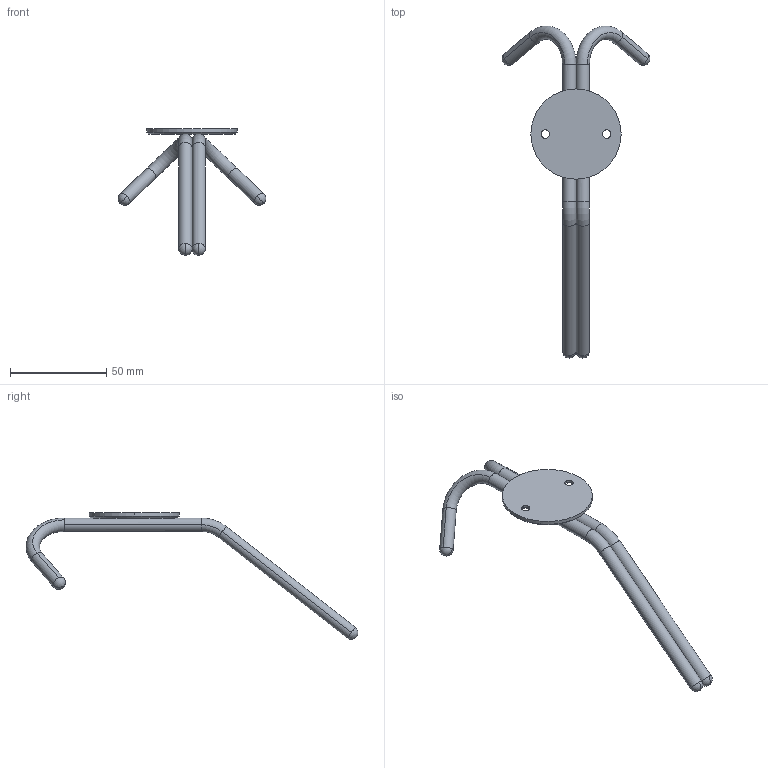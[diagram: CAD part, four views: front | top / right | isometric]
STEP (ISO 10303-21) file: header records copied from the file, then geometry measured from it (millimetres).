
FILE_DESCRIPTION(('Creo Elements/Direct Modeling STEP Export'),'2;1');
FILE_NAME('2258.stp','2022-05-31T12:54:28',(''),(''),'Creo Elements/Direct Modeling STEP processor for AP214 (Solid Model)','Creo Elements/Direct Modeling 20.0 12-Nov-2016 (C) Parametric Technology GmbH','');
FILE_SCHEMA(('AUTOMOTIVE_DESIGN { 1 0 10303 214 1 1 1 1 }'));
Length unit declared in the file: millimetre
Products named in the file (4): Montageplatte; Haken.1; Haken; NI-9606
Assembly tree (3 placements, depth 2):
  NI-9606
    Haken
    Haken.1
    Montageplatte
Bounding box: 76.95 x 172.8 x 66 mm (x, y, z)
Volume: 22304.6 mm3; surface area: 13986.4 mm2
Topology: 3 solids, 3 shells, 46 faces, 109 edges, 69 vertices
Faces by surface type: cylinder 18, torus 16, plane 6, cone 6
Entity records: 1263 total; most frequent: ORIENTED_EDGE 218, DIRECTION 206, CARTESIAN_POINT 184, EDGE_CURVE 109, AXIS2_PLACEMENT_3D 91, VERTEX_POINT 69, EDGE_LOOP 50, FACE_OUTER_BOUND 46
